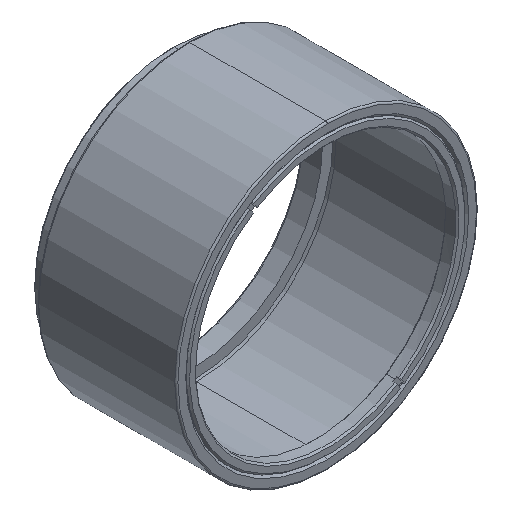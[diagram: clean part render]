
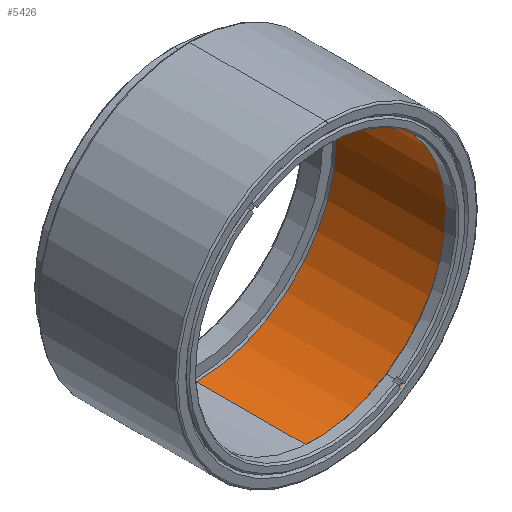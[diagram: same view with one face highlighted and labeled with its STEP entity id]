
A CAD part, isometric view. The second image highlights one B-rep face of the part: STEP entity #5426.
In plain terms, the highlighted cylindrical face has radius 25.845 mm (diameter 51.69 mm), a partial arc.
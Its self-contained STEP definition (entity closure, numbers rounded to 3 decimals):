
#408 = LINE ( 'NONE', #7331, #18374 ) ;
#793 = EDGE_CURVE ( 'NONE', #13700, #15349, #21322, .T. ) ;
#1336 = CARTESIAN_POINT ( 'NONE',  ( -12.745, -5.252, 0. ) ) ;
#1960 = CARTESIAN_POINT ( 'NONE',  ( -12.745, -5.252, -25.845 ) ) ;
#2470 = AXIS2_PLACEMENT_3D ( 'NONE', #1336, #5195, #12225 ) ;
#2761 = CIRCLE ( 'NONE', #14353, 25.845 ) ;
#3021 = CARTESIAN_POINT ( 'NONE',  ( -12.745, -5.252, 25.845 ) ) ;
#4230 = DIRECTION ( 'NONE',  ( 0., 1., 0. ) ) ;
#4449 = DIRECTION ( 'NONE',  ( 0., 0., 1. ) ) ;
#4478 = LINE ( 'NONE', #11521, #20211 ) ;
#5195 = DIRECTION ( 'NONE',  ( 0., -1., 0. ) ) ;
#5426 = ADVANCED_FACE ( 'NONE', ( #15809 ), #21044, .F. ) ;
#5505 = EDGE_CURVE ( 'NONE', #11591, #13700, #408, .T. ) ;
#7331 = CARTESIAN_POINT ( 'NONE',  ( -12.745, 19.348, -25.845 ) ) ;
#8135 = DIRECTION ( 'NONE',  ( 0., -1., 0. ) ) ;
#8689 = EDGE_CURVE ( 'NONE', #16889, #15349, #4478, .T. ) ;
#10163 = ORIENTED_EDGE ( 'NONE', *, *, #793, .T. ) ;
#10330 = ORIENTED_EDGE ( 'NONE', *, *, #5505, .T. ) ;
#10494 = DIRECTION ( 'NONE',  ( 0., -1., 0. ) ) ;
#11521 = CARTESIAN_POINT ( 'NONE',  ( -12.745, 19.348, 25.845 ) ) ;
#11591 = VERTEX_POINT ( 'NONE', #22277 ) ;
#12225 = DIRECTION ( 'NONE',  ( 0., 0., 1. ) ) ;
#12308 = CARTESIAN_POINT ( 'NONE',  ( -12.745, 19.348, 0. ) ) ;
#13700 = VERTEX_POINT ( 'NONE', #1960 ) ;
#14113 = DIRECTION ( 'NONE',  ( 0., 0., -1. ) ) ;
#14353 = AXIS2_PLACEMENT_3D ( 'NONE', #19995, #4230, #4449 ) ;
#14600 = EDGE_LOOP ( 'NONE', ( #21504, #17283, #10330, #10163 ) ) ;
#15349 = VERTEX_POINT ( 'NONE', #3021 ) ;
#15700 = DIRECTION ( 'NONE',  ( 0., -1., 0. ) ) ;
#15809 = FACE_OUTER_BOUND ( 'NONE', #14600, .T. ) ;
#16889 = VERTEX_POINT ( 'NONE', #21775 ) ;
#17283 = ORIENTED_EDGE ( 'NONE', *, *, #18177, .T. ) ;
#18000 = AXIS2_PLACEMENT_3D ( 'NONE', #12308, #10494, #14113 ) ;
#18177 = EDGE_CURVE ( 'NONE', #16889, #11591, #2761, .T. ) ;
#18374 = VECTOR ( 'NONE', #15700, 1000. ) ;
#19995 = CARTESIAN_POINT ( 'NONE',  ( -12.745, 18.548, 0. ) ) ;
#20211 = VECTOR ( 'NONE', #8135, 1000. ) ;
#21044 = CYLINDRICAL_SURFACE ( 'NONE', #18000, 25.845 ) ;
#21322 = CIRCLE ( 'NONE', #2470, 25.845 ) ;
#21504 = ORIENTED_EDGE ( 'NONE', *, *, #8689, .F. ) ;
#21775 = CARTESIAN_POINT ( 'NONE',  ( -12.745, 18.548, 25.845 ) ) ;
#22277 = CARTESIAN_POINT ( 'NONE',  ( -12.745, 18.548, -25.845 ) ) ;
